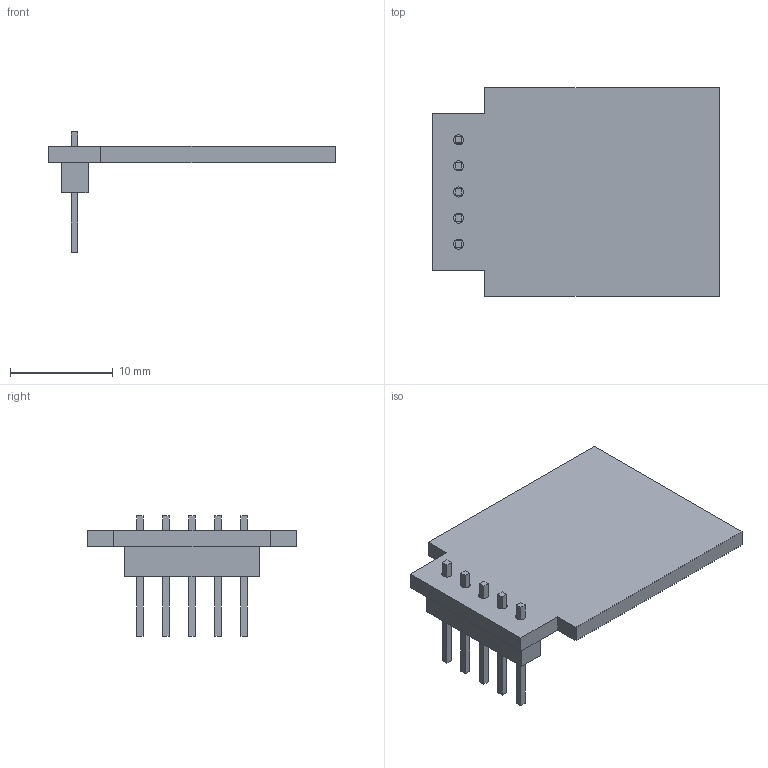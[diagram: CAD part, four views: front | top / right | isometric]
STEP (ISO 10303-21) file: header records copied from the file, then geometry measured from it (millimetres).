
FILE_DESCRIPTION(('FreeCAD Model'),'2;1');
FILE_NAME('Open CASCADE Shape Model','2022-02-20T19:11:16',( 'kicad StepUp'),('ksu MCAD'),'Open CASCADE STEP processor 7.5', 'FreeCAD','Unknown');
FILE_SCHEMA(('AUTOMOTIVE_DESIGN { 1 0 10303 214 1 1 1 1 }'));
Length unit declared in the file: millimetre
Products named in the file (1): Fusion
Bounding box: 27.94 x 20.32 x 11.7 mm (x, y, z)
Volume: 978.8 mm3; surface area: 1464 mm2
Topology: 1 solids, 1 shells, 75 faces, 171 edges, 114 vertices
Faces by surface type: plane 70, cylinder 5
Full cylindrical faces by diameter (mm): 0.98 x5
Entity records: 2588 total; most frequent: CARTESIAN_POINT 361, ORIENTED_EDGE 342, DIRECTION 333, EDGE_CURVE 171, LINE 161, VECTOR 161, VERTEX_POINT 114, FACE_BOUND 91
